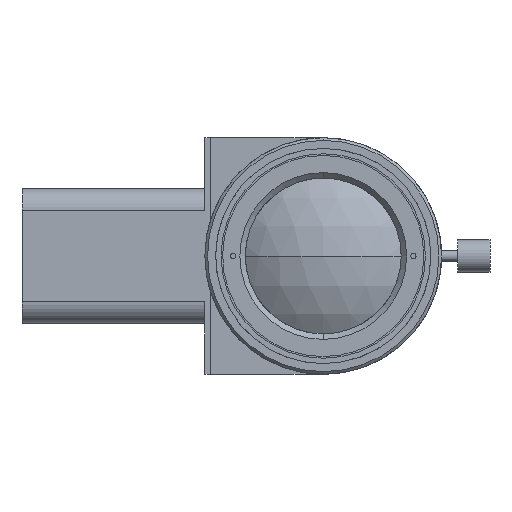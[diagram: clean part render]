
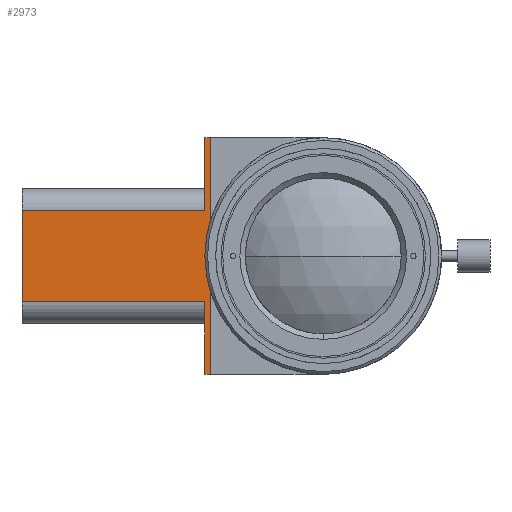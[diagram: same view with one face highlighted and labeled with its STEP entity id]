
A CAD part, left-side view. The second image highlights one B-rep face of the part: STEP entity #2973.
In plain terms, the highlighted planar face has unit normal (-1, 0, 0).
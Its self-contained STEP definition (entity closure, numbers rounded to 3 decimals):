
#19 = CARTESIAN_POINT ( 'NONE',  ( 51.26, 22., 8.5 ) ) ;
#175 = EDGE_CURVE ( 'NONE', #5326, #5206, #4137, .T. ) ;
#339 = DIRECTION ( 'NONE',  ( 0., -1., 0. ) ) ;
#356 = VECTOR ( 'NONE', #5494, 1000. ) ;
#474 = PLANE ( 'NONE',  #1851 ) ;
#586 = CARTESIAN_POINT ( 'NONE',  ( 51.26, 21., 8.5 ) ) ;
#843 = VECTOR ( 'NONE', #2788, 1000. ) ;
#939 = ORIENTED_EDGE ( 'NONE', *, *, #6312, .T. ) ;
#1081 = CARTESIAN_POINT ( 'NONE',  ( 51.26, 56., -8.5 ) ) ;
#1102 = EDGE_CURVE ( 'NONE', #2553, #3515, #2128, .T. ) ;
#1230 = CARTESIAN_POINT ( 'NONE',  ( 51.26, 22., -22. ) ) ;
#1344 = ORIENTED_EDGE ( 'NONE', *, *, #2451, .T. ) ;
#1604 = VECTOR ( 'NONE', #3388, 1000. ) ;
#1653 = DIRECTION ( 'NONE',  ( 0., 1., 0. ) ) ;
#1760 = LINE ( 'NONE', #6018, #356 ) ;
#1761 = CARTESIAN_POINT ( 'NONE',  ( 51.26, 22., -22. ) ) ;
#1774 = CARTESIAN_POINT ( 'NONE',  ( 51.26, 21., 12.5 ) ) ;
#1851 = AXIS2_PLACEMENT_3D ( 'NONE', #4716, #6357, #3153 ) ;
#1913 = VECTOR ( 'NONE', #2283, 1000. ) ;
#2121 = CARTESIAN_POINT ( 'NONE',  ( 51.26, 22., 22. ) ) ;
#2128 = LINE ( 'NONE', #3523, #6241 ) ;
#2162 = VECTOR ( 'NONE', #4124, 1000. ) ;
#2234 = LINE ( 'NONE', #1761, #1913 ) ;
#2283 = DIRECTION ( 'NONE',  ( 0., 0., -1. ) ) ;
#2451 = EDGE_CURVE ( 'NONE', #3515, #4772, #1760, .T. ) ;
#2553 = VERTEX_POINT ( 'NONE', #1081 ) ;
#2697 = CARTESIAN_POINT ( 'NONE',  ( 51.26, 22., -8.5 ) ) ;
#2737 = CARTESIAN_POINT ( 'NONE',  ( 51.26, 22., 22. ) ) ;
#2788 = DIRECTION ( 'NONE',  ( 0., 0., -1. ) ) ;
#2795 = CARTESIAN_POINT ( 'NONE',  ( 51.26, 21., -22. ) ) ;
#2893 = ORIENTED_EDGE ( 'NONE', *, *, #1102, .T. ) ;
#2973 = ADVANCED_FACE ( 'NONE', ( #6186 ), #474, .F. ) ;
#3027 = LINE ( 'NONE', #1774, #1604 ) ;
#3125 = ORIENTED_EDGE ( 'NONE', *, *, #3652, .T. ) ;
#3153 = DIRECTION ( 'NONE',  ( 0., 0., 1. ) ) ;
#3370 = EDGE_CURVE ( 'NONE', #5437, #4820, #3602, .T. ) ;
#3388 = DIRECTION ( 'NONE',  ( 0., 0., -1. ) ) ;
#3515 = VERTEX_POINT ( 'NONE', #2697 ) ;
#3523 = CARTESIAN_POINT ( 'NONE',  ( 51.26, 21., -8.5 ) ) ;
#3602 = LINE ( 'NONE', #2121, #2162 ) ;
#3610 = EDGE_CURVE ( 'NONE', #5206, #2553, #5102, .T. ) ;
#3646 = ORIENTED_EDGE ( 'NONE', *, *, #5566, .F. ) ;
#3652 = EDGE_CURVE ( 'NONE', #5437, #5326, #2234, .T. ) ;
#3672 = CARTESIAN_POINT ( 'NONE',  ( 51.26, 22., -22. ) ) ;
#3730 = EDGE_LOOP ( 'NONE', ( #3125, #4148, #4798, #2893, #1344, #939, #3646, #6101 ) ) ;
#3739 = CARTESIAN_POINT ( 'NONE',  ( 51.26, 56., 8.5 ) ) ;
#3828 = LINE ( 'NONE', #3672, #6666 ) ;
#4124 = DIRECTION ( 'NONE',  ( 0., -1., 0. ) ) ;
#4137 = LINE ( 'NONE', #586, #6803 ) ;
#4148 = ORIENTED_EDGE ( 'NONE', *, *, #175, .T. ) ;
#4716 = CARTESIAN_POINT ( 'NONE',  ( 51.26, 21., 12.5 ) ) ;
#4772 = VERTEX_POINT ( 'NONE', #1230 ) ;
#4798 = ORIENTED_EDGE ( 'NONE', *, *, #3610, .T. ) ;
#4820 = VERTEX_POINT ( 'NONE', #5005 ) ;
#5005 = CARTESIAN_POINT ( 'NONE',  ( 51.26, 21., 22. ) ) ;
#5102 = LINE ( 'NONE', #5467, #843 ) ;
#5206 = VERTEX_POINT ( 'NONE', #3739 ) ;
#5326 = VERTEX_POINT ( 'NONE', #19 ) ;
#5437 = VERTEX_POINT ( 'NONE', #2737 ) ;
#5467 = CARTESIAN_POINT ( 'NONE',  ( 51.26, 56., 12.5 ) ) ;
#5494 = DIRECTION ( 'NONE',  ( 0., 0., -1. ) ) ;
#5566 = EDGE_CURVE ( 'NONE', #4820, #5983, #3027, .T. ) ;
#5983 = VERTEX_POINT ( 'NONE', #2795 ) ;
#6018 = CARTESIAN_POINT ( 'NONE',  ( 51.26, 22., -22. ) ) ;
#6101 = ORIENTED_EDGE ( 'NONE', *, *, #3370, .F. ) ;
#6186 = FACE_OUTER_BOUND ( 'NONE', #3730, .T. ) ;
#6241 = VECTOR ( 'NONE', #339, 1000. ) ;
#6312 = EDGE_CURVE ( 'NONE', #4772, #5983, #3828, .T. ) ;
#6357 = DIRECTION ( 'NONE',  ( 1., 0., 0. ) ) ;
#6666 = VECTOR ( 'NONE', #6856, 1000. ) ;
#6803 = VECTOR ( 'NONE', #1653, 1000. ) ;
#6856 = DIRECTION ( 'NONE',  ( 0., -1., 0. ) ) ;
